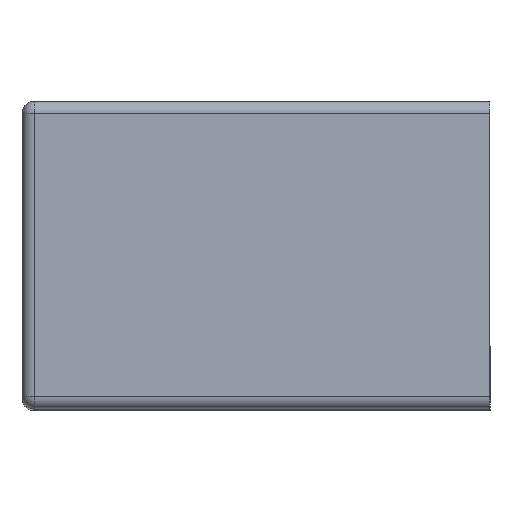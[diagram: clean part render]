
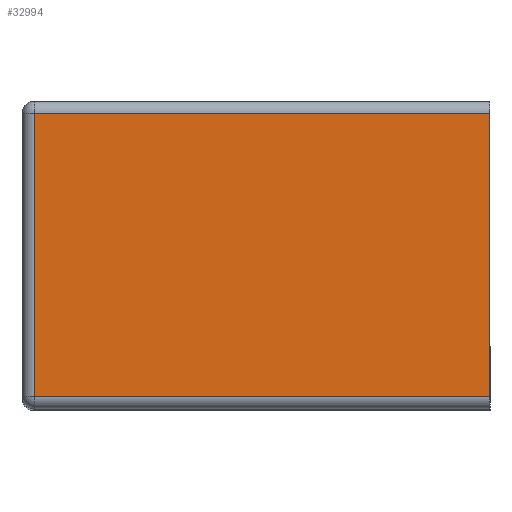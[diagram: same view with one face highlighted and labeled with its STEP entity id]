
A CAD part, left-side view. The second image highlights one B-rep face of the part: STEP entity #32994.
In plain terms, the highlighted planar face has unit normal (-1, 0, 0).
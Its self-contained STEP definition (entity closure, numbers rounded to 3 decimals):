
#4890=FACE_OUTER_BOUND('',#7018,.T.);
#7018=EDGE_LOOP('',(#29937,#29938,#29939,#29940));
#10293=LINE('',#69569,#13582);
#10295=LINE('',#69578,#13584);
#10297=LINE('',#69582,#13586);
#10299=LINE('',#69586,#13588);
#13582=VECTOR('',#42658,10.);
#13584=VECTOR('',#42670,10.);
#13586=VECTOR('',#42676,10.);
#13588=VECTOR('',#42682,10.);
#16597=VERTEX_POINT('',#69562);
#16599=VERTEX_POINT('',#69567);
#16600=VERTEX_POINT('',#69572);
#16601=VERTEX_POINT('',#69576);
#21033=EDGE_CURVE('',#16599,#16597,#10293,.T.);
#21038=EDGE_CURVE('',#16600,#16601,#10295,.T.);
#21040=EDGE_CURVE('',#16597,#16600,#10297,.T.);
#21042=EDGE_CURVE('',#16601,#16599,#10299,.T.);
#29937=ORIENTED_EDGE('',*,*,#21033,.F.);
#29938=ORIENTED_EDGE('',*,*,#21042,.F.);
#29939=ORIENTED_EDGE('',*,*,#21038,.F.);
#29940=ORIENTED_EDGE('',*,*,#21040,.F.);
#31171=PLANE('',#35214);
#32994=ADVANCED_FACE('',(#4890),#31171,.T.);
#35214=AXIS2_PLACEMENT_3D('',#69603,#42699,#42700);
#42658=DIRECTION('',(0.,1.,0.));
#42670=DIRECTION('',(0.,-1.,0.));
#42676=DIRECTION('',(0.,0.,1.));
#42682=DIRECTION('',(0.,0.,-1.));
#42699=DIRECTION('center_axis',(-1.,0.,0.));
#42700=DIRECTION('ref_axis',(0.,0.,1.));
#69562=CARTESIAN_POINT('',(0.,37.,-48.));
#69567=CARTESIAN_POINT('',(0.,-37.,-48.));
#69569=CARTESIAN_POINT('',(0.,0.,-48.));
#69572=CARTESIAN_POINT('',(0.,37.,-2.));
#69576=CARTESIAN_POINT('',(0.,-37.,-2.));
#69578=CARTESIAN_POINT('',(0.,0.,-2.));
#69582=CARTESIAN_POINT('',(0.,37.,-37.5));
#69586=CARTESIAN_POINT('',(0.,-37.,0.));
#69603=CARTESIAN_POINT('Origin',(0.,0.,-50.));
